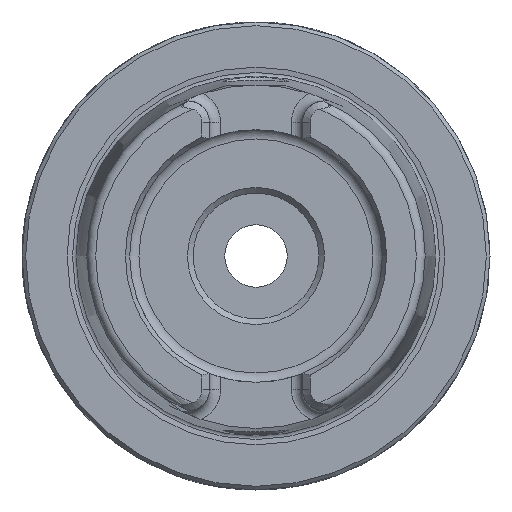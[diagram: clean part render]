
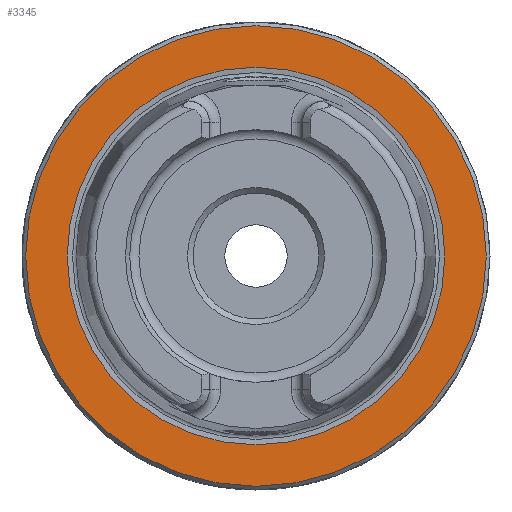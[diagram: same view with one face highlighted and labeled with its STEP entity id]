
A CAD part, left-side view. The second image highlights one B-rep face of the part: STEP entity #3345.
In plain terms, the highlighted planar face has unit normal (-1, 0, 0).
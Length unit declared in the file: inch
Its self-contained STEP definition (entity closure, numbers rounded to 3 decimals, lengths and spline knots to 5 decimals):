
#189=FACE_BOUND('',#521,.T.);
#210=PLANE('',#3678);
#339=FACE_OUTER_BOUND('',#520,.T.);
#520=EDGE_LOOP('',(#2419));
#521=EDGE_LOOP('',(#2420,#2421));
#1027=CIRCLE('',#3677,1.22047);
#1028=CIRCLE('',#3679,1.0008);
#1029=CIRCLE('',#3680,1.0008);
#1363=VERTEX_POINT('',#6284);
#1364=VERTEX_POINT('',#6288);
#1365=VERTEX_POINT('',#6289);
#1768=EDGE_CURVE('',#1363,#1363,#1027,.T.);
#1769=EDGE_CURVE('',#1364,#1365,#1028,.T.);
#1770=EDGE_CURVE('',#1365,#1364,#1029,.T.);
#2419=ORIENTED_EDGE('',*,*,#1768,.F.);
#2420=ORIENTED_EDGE('',*,*,#1769,.T.);
#2421=ORIENTED_EDGE('',*,*,#1770,.T.);
#3345=ADVANCED_FACE('',(#339,#189),#210,.T.);
#3677=AXIS2_PLACEMENT_3D('',#6286,#4298,#4299);
#3678=AXIS2_PLACEMENT_3D('',#6287,#4300,#4301);
#3679=AXIS2_PLACEMENT_3D('',#6290,#4302,#4303);
#3680=AXIS2_PLACEMENT_3D('',#6291,#4304,#4305);
#4298=DIRECTION('center_axis',(1.,0.,0.));
#4299=DIRECTION('ref_axis',(0.,-1.,0.));
#4300=DIRECTION('center_axis',(-1.,0.,0.));
#4301=DIRECTION('ref_axis',(0.,0.,1.));
#4302=DIRECTION('center_axis',(1.,0.,0.));
#4303=DIRECTION('ref_axis',(0.,1.,0.));
#4304=DIRECTION('center_axis',(1.,0.,0.));
#4305=DIRECTION('ref_axis',(0.,1.,0.));
#6284=CARTESIAN_POINT('',(0.,1.22047,0.));
#6286=CARTESIAN_POINT('Origin',(0.,0.,0.));
#6287=CARTESIAN_POINT('Origin',(0.,0.62008,0.));
#6288=CARTESIAN_POINT('',(0.,1.0008,0.));
#6289=CARTESIAN_POINT('',(0.,-1.0008,0.));
#6290=CARTESIAN_POINT('Origin',(0.,0.,0.));
#6291=CARTESIAN_POINT('Origin',(0.,0.,0.));
